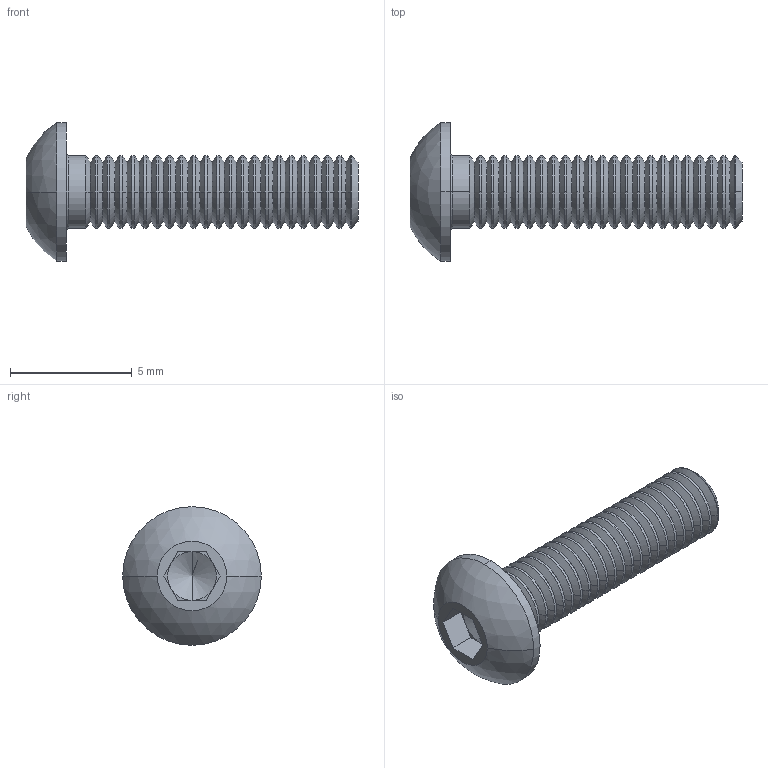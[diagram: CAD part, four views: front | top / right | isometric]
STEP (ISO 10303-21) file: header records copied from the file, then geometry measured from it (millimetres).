
FILE_DESCRIPTION (( 'STEP AP214' ), '1' );
FILE_NAME ('M3_05_12_ALLEN.STEP', '2022-06-06T16:46:09', ( '' ), ( '' ), 'SwSTEP 2.0', 'SolidWorks 2021', '' );
FILE_SCHEMA (( 'AUTOMOTIVE_DESIGN' ));
Length unit declared in the file: millimetre
Products named in the file (2): socket button head screw_iso_ISO 7380 - M3 x 12 - 12S; M3_05_12_ALLEN
Assembly tree (1 placements, depth 2):
  M3_05_12_ALLEN
    socket button head screw_iso_ISO 7380 - M3 x 12 - 12S
Bounding box: 13.65 x 5.7 x 5.7 mm (x, y, z)
Volume: 100.6 mm3; surface area: 231.5 mm2
Topology: 1 solids, 1 shells, 159 faces, 412 edges, 255 vertices
Faces by surface type: cone 92, cylinder 48, plane 15, torus 2, sphere 2
Entity records: 4976 total; most frequent: DIRECTION 982, CARTESIAN_POINT 828, ORIENTED_EDGE 820, EDGE_CURVE 410, AXIS2_PLACEMENT_3D 409, VERTEX_POINT 255, CIRCLE 246, LINE 164
